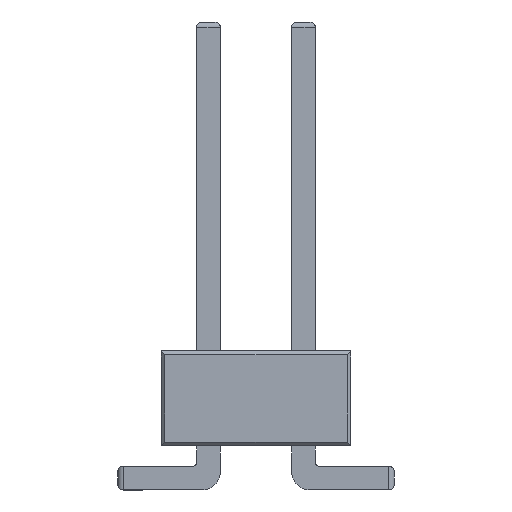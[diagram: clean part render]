
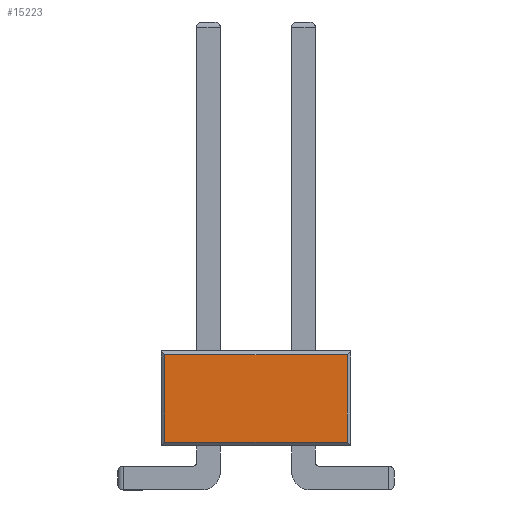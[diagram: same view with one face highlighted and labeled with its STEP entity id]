
A CAD part, left-side view. The second image highlights one B-rep face of the part: STEP entity #15223.
In plain terms, the highlighted planar face has unit normal (-1, 0, 0).
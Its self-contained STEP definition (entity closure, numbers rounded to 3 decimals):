
#2 = VERTEX_POINT ( 'NONE', #17258 ) ;
#1849 = VECTOR ( 'NONE', #12623, 1000. ) ;
#2541 = DIRECTION ( 'NONE',  ( 1., 0., 0. ) ) ;
#2676 = EDGE_CURVE ( 'NONE', #15423, #5577, #7096, .T. ) ;
#2723 = EDGE_CURVE ( 'NONE', #5577, #2, #15702, .T. ) ;
#4051 = DIRECTION ( 'NONE',  ( 0., 0., -1. ) ) ;
#4684 = VECTOR ( 'NONE', #15899, 1000. ) ;
#4763 = EDGE_CURVE ( 'NONE', #2, #11138, #15638, .T. ) ;
#5577 = VERTEX_POINT ( 'NONE', #13815 ) ;
#5578 = CARTESIAN_POINT ( 'NONE',  ( -1.259, -2.44, 2.54 ) ) ;
#6327 = VECTOR ( 'NONE', #11852, 1000. ) ;
#6542 = CARTESIAN_POINT ( 'NONE',  ( -1.259, -2.54, 2.44 ) ) ;
#7096 = LINE ( 'NONE', #5578, #6327 ) ;
#8046 = LINE ( 'NONE', #6542, #1849 ) ;
#8594 = CARTESIAN_POINT ( 'NONE',  ( -1.259, -2.54, 2.54 ) ) ;
#8934 = ORIENTED_EDGE ( 'NONE', *, *, #4763, .F. ) ;
#9434 = VECTOR ( 'NONE', #15542, 1000. ) ;
#11033 = CARTESIAN_POINT ( 'NONE',  ( -1.259, -2.54, 0.1 ) ) ;
#11138 = VERTEX_POINT ( 'NONE', #11903 ) ;
#11852 = DIRECTION ( 'NONE',  ( 0., 0., -1. ) ) ;
#11903 = CARTESIAN_POINT ( 'NONE',  ( -1.259, 2.44, 2.44 ) ) ;
#12623 = DIRECTION ( 'NONE',  ( 0., -1., 0. ) ) ;
#13500 = CARTESIAN_POINT ( 'NONE',  ( -1.259, -2.44, 2.44 ) ) ;
#13815 = CARTESIAN_POINT ( 'NONE',  ( -1.259, -2.44, 0.1 ) ) ;
#13940 = PLANE ( 'NONE',  #15158 ) ;
#13998 = ORIENTED_EDGE ( 'NONE', *, *, #15845, .F. ) ;
#15158 = AXIS2_PLACEMENT_3D ( 'NONE', #8594, #2541, #4051 ) ;
#15194 = EDGE_LOOP ( 'NONE', ( #15276, #16262, #13998, #8934 ) ) ;
#15223 = ADVANCED_FACE ( 'NONE', ( #18465 ), #13940, .F. ) ;
#15276 = ORIENTED_EDGE ( 'NONE', *, *, #2723, .F. ) ;
#15423 = VERTEX_POINT ( 'NONE', #13500 ) ;
#15542 = DIRECTION ( 'NONE',  ( 0., 0., 1. ) ) ;
#15638 = LINE ( 'NONE', #19697, #9434 ) ;
#15702 = LINE ( 'NONE', #11033, #4684 ) ;
#15845 = EDGE_CURVE ( 'NONE', #11138, #15423, #8046, .T. ) ;
#15899 = DIRECTION ( 'NONE',  ( 0., 1., 0. ) ) ;
#16262 = ORIENTED_EDGE ( 'NONE', *, *, #2676, .F. ) ;
#17258 = CARTESIAN_POINT ( 'NONE',  ( -1.259, 2.44, 0.1 ) ) ;
#18465 = FACE_OUTER_BOUND ( 'NONE', #15194, .T. ) ;
#19697 = CARTESIAN_POINT ( 'NONE',  ( -1.259, 2.44, 2.54 ) ) ;
